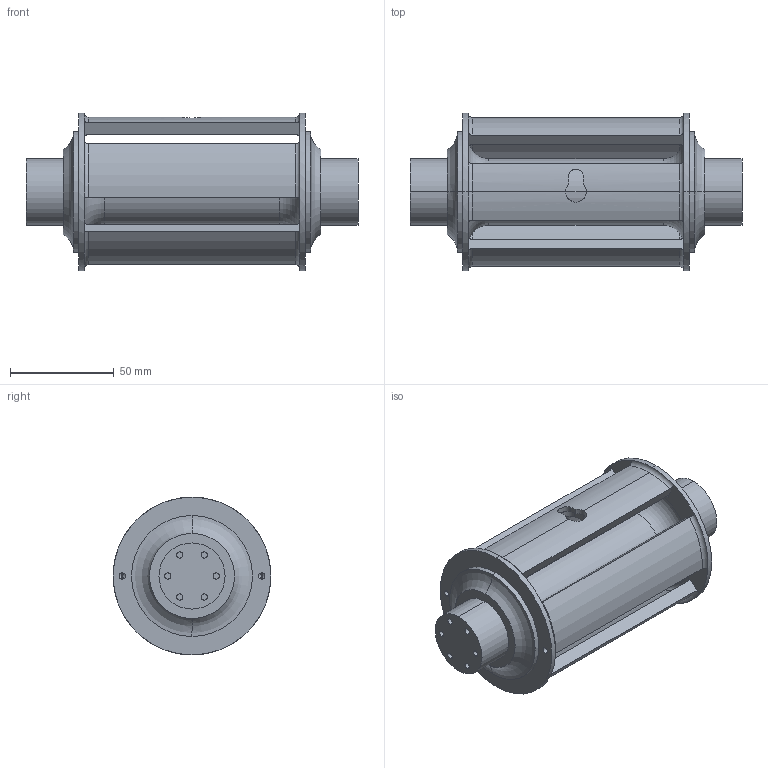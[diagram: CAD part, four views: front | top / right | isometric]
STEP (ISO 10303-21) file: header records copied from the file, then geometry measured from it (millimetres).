
FILE_DESCRIPTION (( 'STEP AP214' ), '1' );
FILE_NAME ('Spool.STEP', '2025-03-27T12:30:14', ( '' ), ( '' ), 'SwSTEP 2.0', 'SolidWorks 2022', '' );
FILE_SCHEMA (( 'AUTOMOTIVE_DESIGN' ));
Length unit declared in the file: millimetre
Products named in the file (1): Spool
Bounding box: 160 x 76 x 76 mm (x, y, z)
Volume: 249123.3 mm3; surface area: 64965.8 mm2
Topology: 1 solids, 1 shells, 135 faces, 352 edges, 222 vertices
Faces by surface type: cylinder 59, plane 34, torus 30, cone 8, bspline 4
Entity records: 4811 total; most frequent: CARTESIAN_POINT 1337, DIRECTION 798, ORIENTED_EDGE 688, EDGE_CURVE 344, AXIS2_PLACEMENT_3D 344, VERTEX_POINT 222, CIRCLE 212, EDGE_LOOP 158
